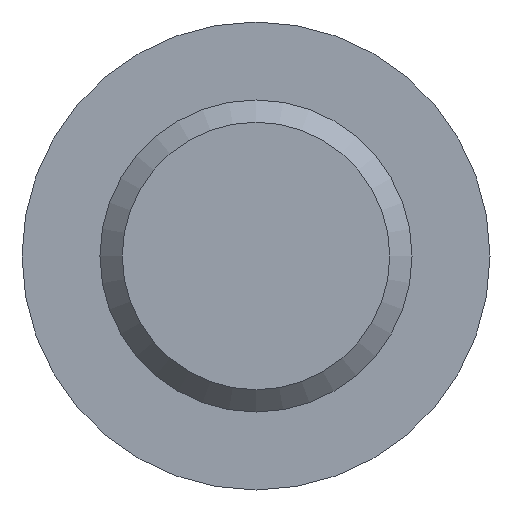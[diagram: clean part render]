
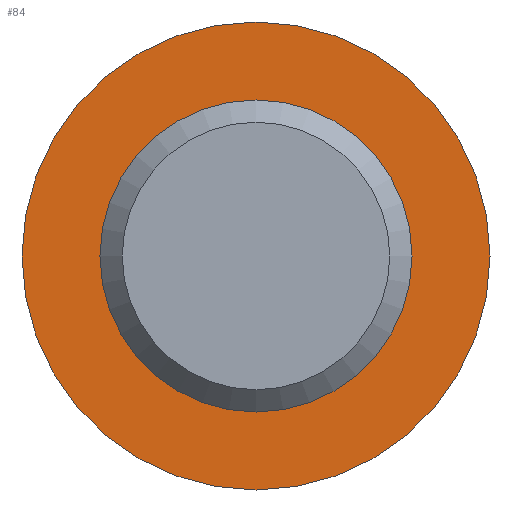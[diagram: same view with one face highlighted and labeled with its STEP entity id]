
A CAD part, front view. The second image highlights one B-rep face of the part: STEP entity #84.
In plain terms, the highlighted planar face has unit normal (0, -1, 0).
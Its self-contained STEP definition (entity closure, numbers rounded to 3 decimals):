
#13 = FACE_BOUND ( 'NONE', #94, .T. ) ;
#39 = CIRCLE ( 'NONE', #201, 10.5 ) ;
#74 = CARTESIAN_POINT ( 'NONE',  ( 0., 110., 0. ) ) ;
#83 = ORIENTED_EDGE ( 'NONE', *, *, #512, .T. ) ;
#84 = ADVANCED_FACE ( 'NONE', ( #13, #519 ), #88, .F. ) ;
#88 = PLANE ( 'NONE',  #446 ) ;
#94 = EDGE_LOOP ( 'NONE', ( #211 ) ) ;
#122 = VERTEX_POINT ( 'NONE', #247 ) ;
#160 = CARTESIAN_POINT ( 'NONE',  ( 0., 110., -7. ) ) ;
#198 = DIRECTION ( 'NONE',  ( 0., 0., 1. ) ) ;
#201 = AXIS2_PLACEMENT_3D ( 'NONE', #213, #302, #464 ) ;
#211 = ORIENTED_EDGE ( 'NONE', *, *, #315, .F. ) ;
#213 = CARTESIAN_POINT ( 'NONE',  ( 0., 110., 0. ) ) ;
#247 = CARTESIAN_POINT ( 'NONE',  ( 0., 110., -10.5 ) ) ;
#301 = CARTESIAN_POINT ( 'NONE',  ( -7., 110., 0. ) ) ;
#302 = DIRECTION ( 'NONE',  ( 0., -1., 0. ) ) ;
#315 = EDGE_CURVE ( 'NONE', #493, #493, #331, .T. ) ;
#331 = CIRCLE ( 'NONE', #363, 7. ) ;
#363 = AXIS2_PLACEMENT_3D ( 'NONE', #74, #447, #381 ) ;
#381 = DIRECTION ( 'NONE',  ( 0., 0., -1. ) ) ;
#387 = DIRECTION ( 'NONE',  ( 0., 1., 0. ) ) ;
#446 = AXIS2_PLACEMENT_3D ( 'NONE', #301, #387, #198 ) ;
#447 = DIRECTION ( 'NONE',  ( 0., -1., 0. ) ) ;
#464 = DIRECTION ( 'NONE',  ( 0., 0., -1. ) ) ;
#493 = VERTEX_POINT ( 'NONE', #160 ) ;
#499 = EDGE_LOOP ( 'NONE', ( #83 ) ) ;
#512 = EDGE_CURVE ( 'NONE', #122, #122, #39, .T. ) ;
#519 = FACE_OUTER_BOUND ( 'NONE', #499, .T. ) ;
